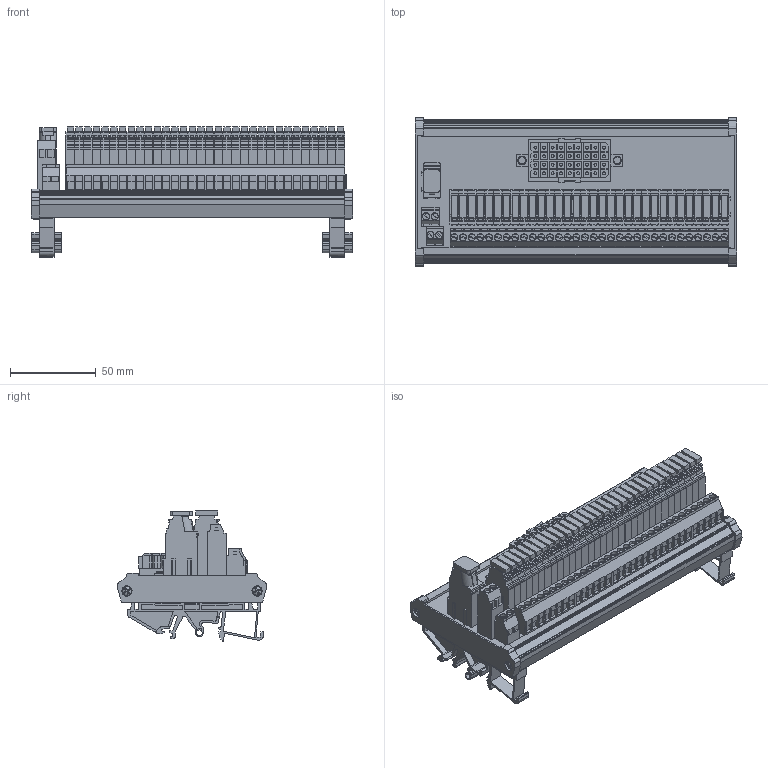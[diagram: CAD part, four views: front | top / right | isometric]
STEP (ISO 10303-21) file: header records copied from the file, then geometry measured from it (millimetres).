
FILE_DESCRIPTION(('CATIA V5R20 STEP214','CAx-IF Rec.Pracs.--- Model Styling and Organization---1.5--- 2016-08-15','CAx-IF Rec.Pracs.---Supplemental Geometry---1.0---2011-11-01','CAx-IF Rec.Pracs.--- Composite Materials ---1.1---2010-07-15'),'2;1');
FILE_NAME ('034059-3_0', '2025-02-11T13:10:12+00:00', ('Weidmueller Interface'), ('Weidmueller'), 'CATIA Version 5-6 Release 2022 SP4 HF5', 'CATIA V5 STEP AP214 v3', 'none');
FILE_SCHEMA(('AUTOMOTIVE_DESIGN { 1 0 10303 214 1 1 1 1 }'));
Products named in the file (1): 9441870000_RS 32IO 1W I R S
Bounding box: 187.5 x 86.4 x 75.95 mm (x, y, z)
Volume: 246705 mm3; surface area: 185517.5 mm2
Topology: 1 solids, 119 shells, 6544 faces, 18144 edges, 11969 vertices
Faces by surface type: plane 5543, cylinder 903, bspline 80, torus 8, sphere 8, cone 2
Entity records: 198081 total; most frequent: CARTESIAN_POINT 43362, ORIENTED_EDGE 36288, DIRECTION 21460, EDGE_CURVE 18144, VECTOR 15752, LINE 15752, VERTEX_POINT 11969, EDGE_LOOP 7009
